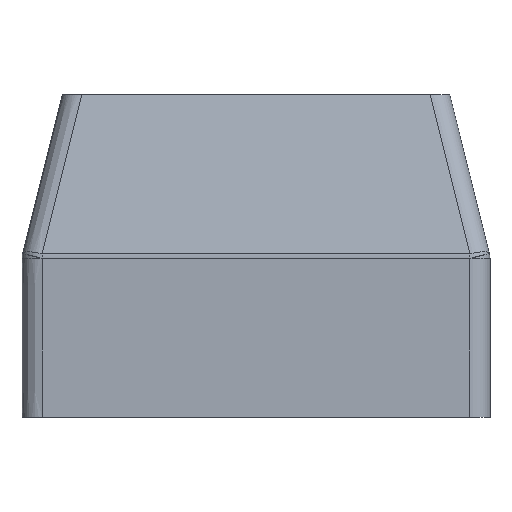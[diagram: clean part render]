
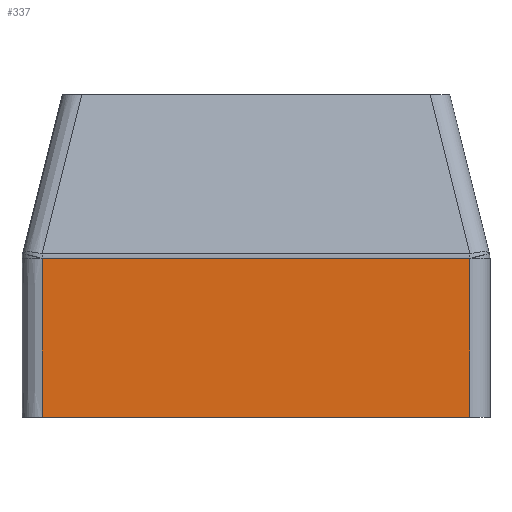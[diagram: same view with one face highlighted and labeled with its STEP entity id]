
A CAD part, left-side view. The second image highlights one B-rep face of the part: STEP entity #337.
In plain terms, the highlighted planar face has unit normal (-1, 0, 0).
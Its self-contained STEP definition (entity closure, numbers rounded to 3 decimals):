
#318 = ORIENTED_EDGE ( 'NONE', *, *, #3518, .T. ) ;
#319 = ORIENTED_EDGE ( 'NONE', *, *, #340, .T. ) ;
#326 = EDGE_CURVE ( 'NONE', #369, #357, #756, .T. ) ;
#328 = EDGE_CURVE ( 'NONE', #348, #369, #755, .T. ) ;
#330 = EDGE_CURVE ( 'NONE', #357, #3482, #793, .T. ) ;
#331 = ORIENTED_EDGE ( 'NONE', *, *, #326, .T. ) ;
#337 = ADVANCED_FACE ( 'NONE', ( #770 ), #769, .T. ) ;
#339 = ORIENTED_EDGE ( 'NONE', *, *, #650, .T. ) ;
#340 = EDGE_CURVE ( 'NONE', #354, #348, #782, .T. ) ;
#342 = ORIENTED_EDGE ( 'NONE', *, *, #328, .T. ) ;
#348 = VERTEX_POINT ( 'NONE', #783 ) ;
#354 = VERTEX_POINT ( 'NONE', #818 ) ;
#357 = VERTEX_POINT ( 'NONE', #817 ) ;
#358 = ORIENTED_EDGE ( 'NONE', *, *, #330, .T. ) ;
#369 = VERTEX_POINT ( 'NONE', #843 ) ;
#650 = EDGE_CURVE ( 'NONE', #3266, #354, #1427, .T. ) ;
#661 = EDGE_LOOP ( 'NONE', ( #339, #319, #342, #331, #358, #318 ) ) ;
#746 = CARTESIAN_POINT ( 'NONE',  ( -29., -29., 0. ) ) ;
#747 = DIRECTION ( 'NONE',  ( 0., 1., 0. ) ) ;
#748 = DIRECTION ( 'NONE',  ( 0., 1., 0. ) ) ;
#749 = VECTOR ( 'NONE', #748, 1000. ) ;
#750 = CARTESIAN_POINT ( 'NONE',  ( -29., -29., -0.29 ) ) ;
#751 = CARTESIAN_POINT ( 'NONE',  ( -29., 26.5, -0.308 ) ) ;
#752 = CARTESIAN_POINT ( 'NONE',  ( -29., 26.498, -0.302 ) ) ;
#753 = CARTESIAN_POINT ( 'NONE',  ( -29., 26.497, -0.296 ) ) ;
#754 = CARTESIAN_POINT ( 'NONE',  ( -29., 26.495, -0.29 ) ) ;
#755 = LINE ( 'NONE', #750, #749 ) ;
#756 = B_SPLINE_CURVE_WITH_KNOTS ( 'NONE', 3,
 ( #754, #753, #752, #751 ),
 .UNSPECIFIED., .F., .F.,
 ( 4, 4 ),
 ( 0., 0. ),
 .UNSPECIFIED. ) ;
#769 = PLANE ( 'NONE',  #792 ) ;
#770 = FACE_OUTER_BOUND ( 'NONE', #661, .T. ) ;
#780 = DIRECTION ( 'NONE',  ( 0., 0.243, 0.97 ) ) ;
#781 = VECTOR ( 'NONE', #780, 1000. ) ;
#782 = LINE ( 'NONE', #784, #781 ) ;
#783 = CARTESIAN_POINT ( 'NONE',  ( -29., -26.495, -0.29 ) ) ;
#784 = CARTESIAN_POINT ( 'NONE',  ( -29., -26.575, -0.606 ) ) ;
#785 = CARTESIAN_POINT ( 'NONE',  ( -29., 26.5, -20. ) ) ;
#786 = CARTESIAN_POINT ( 'NONE',  ( -29., 26.5, -15. ) ) ;
#787 = CARTESIAN_POINT ( 'NONE',  ( -29., 26.5, -10. ) ) ;
#788 = CARTESIAN_POINT ( 'NONE',  ( -29., 26.5, -5. ) ) ;
#789 = CARTESIAN_POINT ( 'NONE',  ( -29., 26.5, -3.436 ) ) ;
#790 = CARTESIAN_POINT ( 'NONE',  ( -29., 26.5, -1.872 ) ) ;
#791 = CARTESIAN_POINT ( 'NONE',  ( -29., 26.5, -0.308 ) ) ;
#792 = AXIS2_PLACEMENT_3D ( 'NONE', #746, #794, #747 ) ;
#793 = B_SPLINE_CURVE_WITH_KNOTS ( 'NONE', 3,
 ( #791, #790, #789, #788, #787, #786, #785 ),
 .UNSPECIFIED., .F., .F.,
 ( 4, 3, 4 ),
 ( 0., 0.005, 0.02 ),
 .UNSPECIFIED. ) ;
#794 = DIRECTION ( 'NONE',  ( -1., 0., 0. ) ) ;
#817 = CARTESIAN_POINT ( 'NONE',  ( -29., 26.5, -0.308 ) ) ;
#818 = CARTESIAN_POINT ( 'NONE',  ( -29., -26.5, -0.308 ) ) ;
#843 = CARTESIAN_POINT ( 'NONE',  ( -29., 26.495, -0.29 ) ) ;
#1425 = DIRECTION ( 'NONE',  ( 0., 0., 1. ) ) ;
#1426 = VECTOR ( 'NONE', #1425, 1000. ) ;
#1427 = LINE ( 'NONE', #1434, #1426 ) ;
#1434 = CARTESIAN_POINT ( 'NONE',  ( -29., -26.5, 0. ) ) ;
#3266 = VERTEX_POINT ( 'NONE', #4236 ) ;
#3482 = VERTEX_POINT ( 'NONE', #4313 ) ;
#3518 = EDGE_CURVE ( 'NONE', #3482, #3266, #4391, .T. ) ;
#4236 = CARTESIAN_POINT ( 'NONE',  ( -29., -26.5, -20. ) ) ;
#4313 = CARTESIAN_POINT ( 'NONE',  ( -29., 26.5, -20. ) ) ;
#4387 = DIRECTION ( 'NONE',  ( 0., -1., 0. ) ) ;
#4388 = VECTOR ( 'NONE', #4387, 1000. ) ;
#4389 = CARTESIAN_POINT ( 'NONE',  ( -29., 29., -20. ) ) ;
#4391 = LINE ( 'NONE', #4389, #4388 ) ;
